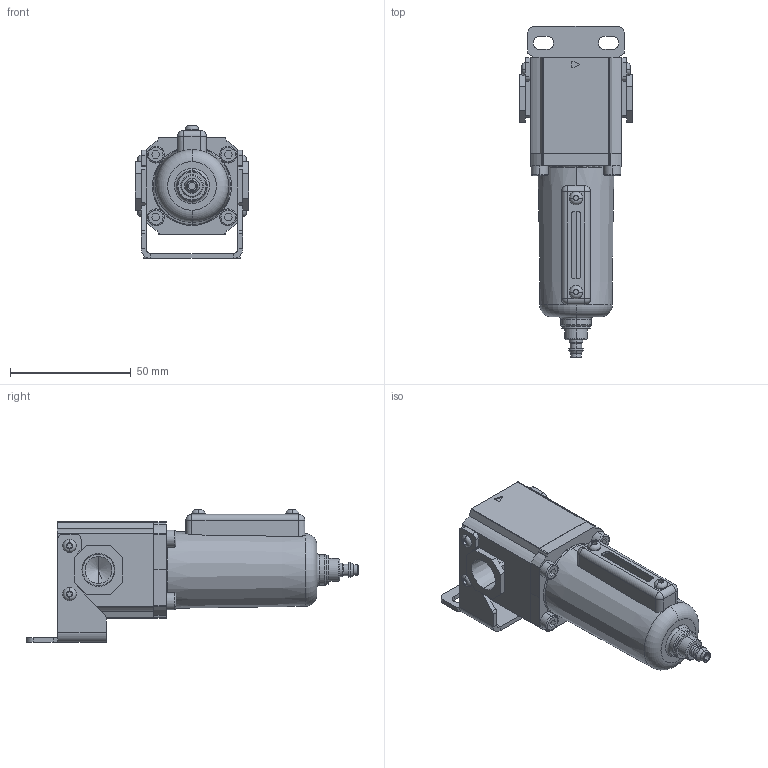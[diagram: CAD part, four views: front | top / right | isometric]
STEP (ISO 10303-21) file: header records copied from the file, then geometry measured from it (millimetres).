
FILE_DESCRIPTION (( 'STEP AP203' ), '1' );
FILE_NAME ('AF-223-D.step', '2015-11-09T22:36:58', ( '' ), ( '' ), 'SwSTEP 2.0', 'SolidWorks 2015', '' );
FILE_SCHEMA (( 'CONFIG_CONTROL_DESIGN' ));
Length unit declared in the file: millimetre
Products named in the file (1): AF-223-D
Bounding box: 47 x 137.5 x 55 mm (x, y, z)
Volume: 118758.7 mm3; surface area: 31035.6 mm2
Topology: 9 solids, 9 shells, 385 faces, 954 edges, 598 vertices
Faces by surface type: plane 216, cylinder 107, torus 28, cone 26, sphere 8
Entity records: 11535 total; most frequent: CARTESIAN_POINT 2178, DIRECTION 1992, ORIENTED_EDGE 1884, EDGE_CURVE 942, AXIS2_PLACEMENT_3D 704, VERTEX_POINT 598, LINE 584, VECTOR 584
